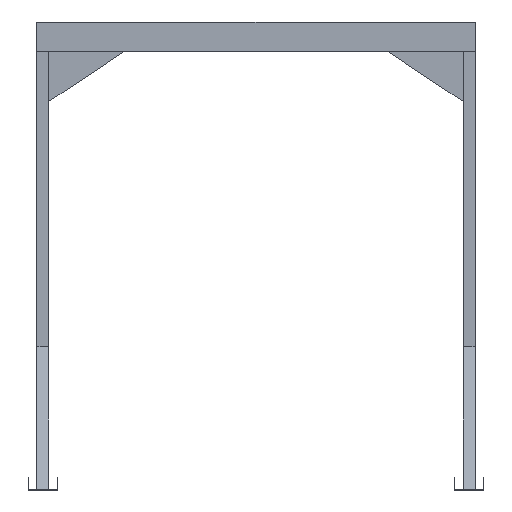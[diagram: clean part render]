
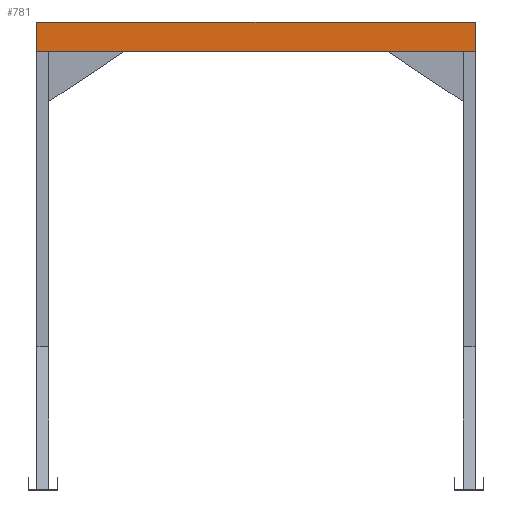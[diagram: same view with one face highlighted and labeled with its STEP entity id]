
A CAD part, top view. The second image highlights one B-rep face of the part: STEP entity #781.
In plain terms, the highlighted planar face has unit normal (0, 0, -1).
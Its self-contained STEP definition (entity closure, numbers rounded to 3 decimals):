
#18 = VECTOR ( 'NONE', #981, 1000. ) ;
#41 = CARTESIAN_POINT ( 'NONE',  ( -20., 1500., 0. ) ) ;
#136 = CARTESIAN_POINT ( 'NONE',  ( -20., 1600., 0. ) ) ;
#154 = PLANE ( 'NONE',  #748 ) ;
#156 = VECTOR ( 'NONE', #614, 1000. ) ;
#172 = ORIENTED_EDGE ( 'NONE', *, *, #544, .T. ) ;
#217 = DIRECTION ( 'NONE',  ( 0., 1., 0. ) ) ;
#342 = EDGE_CURVE ( 'NONE', #1407, #916, #1125, .T. ) ;
#469 = LINE ( 'NONE', #503, #677 ) ;
#501 = CARTESIAN_POINT ( 'NONE',  ( -20., 1600., 0. ) ) ;
#503 = CARTESIAN_POINT ( 'NONE',  ( 1480., 1500., 0. ) ) ;
#544 = EDGE_CURVE ( 'NONE', #1634, #1407, #843, .T. ) ;
#599 = ORIENTED_EDGE ( 'NONE', *, *, #342, .T. ) ;
#614 = DIRECTION ( 'NONE',  ( 1., 0., 0. ) ) ;
#617 = EDGE_CURVE ( 'NONE', #945, #916, #469, .T. ) ;
#676 = EDGE_CURVE ( 'NONE', #1634, #945, #1256, .T. ) ;
#677 = VECTOR ( 'NONE', #217, 1000. ) ;
#748 = AXIS2_PLACEMENT_3D ( 'NONE', #1065, #1589, #922 ) ;
#781 = ADVANCED_FACE ( 'NONE', ( #1458 ), #154, .T. ) ;
#812 = VECTOR ( 'NONE', #1638, 1000. ) ;
#843 = LINE ( 'NONE', #41, #18 ) ;
#851 = EDGE_LOOP ( 'NONE', ( #599, #1062, #1310, #172 ) ) ;
#916 = VERTEX_POINT ( 'NONE', #1606 ) ;
#922 = DIRECTION ( 'NONE',  ( -1., 0., 0. ) ) ;
#945 = VERTEX_POINT ( 'NONE', #1111 ) ;
#981 = DIRECTION ( 'NONE',  ( 0., 1., 0. ) ) ;
#1062 = ORIENTED_EDGE ( 'NONE', *, *, #617, .F. ) ;
#1065 = CARTESIAN_POINT ( 'NONE',  ( -20., 1500., 0. ) ) ;
#1111 = CARTESIAN_POINT ( 'NONE',  ( 1480., 1500., 0. ) ) ;
#1125 = LINE ( 'NONE', #501, #812 ) ;
#1191 = CARTESIAN_POINT ( 'NONE',  ( -20., 1500., 0. ) ) ;
#1256 = LINE ( 'NONE', #1642, #156 ) ;
#1310 = ORIENTED_EDGE ( 'NONE', *, *, #676, .F. ) ;
#1407 = VERTEX_POINT ( 'NONE', #136 ) ;
#1458 = FACE_OUTER_BOUND ( 'NONE', #851, .T. ) ;
#1589 = DIRECTION ( 'NONE',  ( 0., 0., -1. ) ) ;
#1606 = CARTESIAN_POINT ( 'NONE',  ( 1480., 1600., 0. ) ) ;
#1634 = VERTEX_POINT ( 'NONE', #1191 ) ;
#1638 = DIRECTION ( 'NONE',  ( 1., 0., 0. ) ) ;
#1642 = CARTESIAN_POINT ( 'NONE',  ( -20., 1500., 0. ) ) ;
